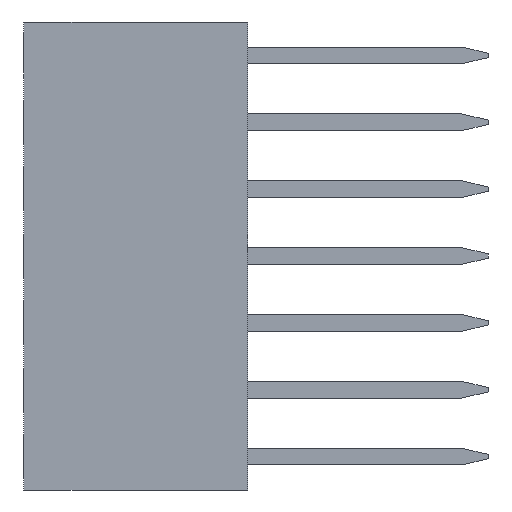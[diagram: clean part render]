
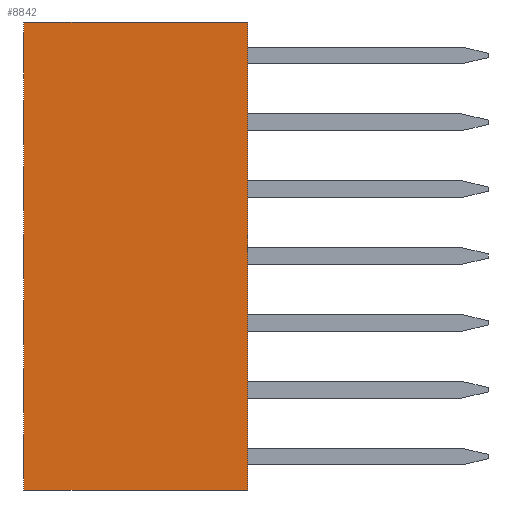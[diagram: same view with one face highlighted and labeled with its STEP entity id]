
A CAD part, left-side view. The second image highlights one B-rep face of the part: STEP entity #8842.
In plain terms, the highlighted planar face has unit normal (-1, 0, 0).
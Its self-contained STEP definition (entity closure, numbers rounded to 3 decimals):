
#80 = EDGE_CURVE ( 'NONE', #10059, #733, #7242, .T. ) ;
#520 = DIRECTION ( 'NONE',  ( 1., 0., 0. ) ) ;
#689 = CARTESIAN_POINT ( 'NONE',  ( 0., 0., 0. ) ) ;
#733 = VERTEX_POINT ( 'NONE', #856 ) ;
#856 = CARTESIAN_POINT ( 'NONE',  ( 0., -8.5, 0. ) ) ;
#1322 = PLANE ( 'NONE',  #10635 ) ;
#1549 = ORIENTED_EDGE ( 'NONE', *, *, #8019, .T. ) ;
#1572 = CARTESIAN_POINT ( 'NONE',  ( 0., -8.5, 17.78 ) ) ;
#1762 = VECTOR ( 'NONE', #1996, 1000. ) ;
#1916 = EDGE_CURVE ( 'NONE', #5924, #8133, #5598, .T. ) ;
#1996 = DIRECTION ( 'NONE',  ( 0., 0., -1. ) ) ;
#2234 = DIRECTION ( 'NONE',  ( 0., 0., -1. ) ) ;
#2352 = DIRECTION ( 'NONE',  ( 0., -1., 0. ) ) ;
#2571 = VECTOR ( 'NONE', #2234, 1000. ) ;
#3233 = ORIENTED_EDGE ( 'NONE', *, *, #80, .T. ) ;
#4407 = ORIENTED_EDGE ( 'NONE', *, *, #5427, .F. ) ;
#5287 = CARTESIAN_POINT ( 'NONE',  ( 0., -8.5, 2.54 ) ) ;
#5427 = EDGE_CURVE ( 'NONE', #8133, #733, #10322, .T. ) ;
#5463 = CARTESIAN_POINT ( 'NONE',  ( 0., 0., 2.54 ) ) ;
#5598 = LINE ( 'NONE', #8164, #7820 ) ;
#5640 = DIRECTION ( 'NONE',  ( 0., -1., 0. ) ) ;
#5924 = VERTEX_POINT ( 'NONE', #7658 ) ;
#6321 = DIRECTION ( 'NONE',  ( 0., 0., -1. ) ) ;
#6680 = CARTESIAN_POINT ( 'NONE',  ( 0., 0., 0. ) ) ;
#7224 = CARTESIAN_POINT ( 'NONE',  ( 0., 0., 2.54 ) ) ;
#7242 = LINE ( 'NONE', #689, #9456 ) ;
#7338 = FACE_OUTER_BOUND ( 'NONE', #10433, .T. ) ;
#7658 = CARTESIAN_POINT ( 'NONE',  ( 0., 0., 17.78 ) ) ;
#7820 = VECTOR ( 'NONE', #2352, 1000. ) ;
#8019 = EDGE_CURVE ( 'NONE', #5924, #10059, #10360, .T. ) ;
#8133 = VERTEX_POINT ( 'NONE', #1572 ) ;
#8164 = CARTESIAN_POINT ( 'NONE',  ( 0., 0., 17.78 ) ) ;
#8842 = ADVANCED_FACE ( 'NONE', ( #7338 ), #1322, .F. ) ;
#9456 = VECTOR ( 'NONE', #5640, 1000. ) ;
#9606 = ORIENTED_EDGE ( 'NONE', *, *, #1916, .F. ) ;
#10059 = VERTEX_POINT ( 'NONE', #6680 ) ;
#10322 = LINE ( 'NONE', #5287, #1762 ) ;
#10360 = LINE ( 'NONE', #7224, #2571 ) ;
#10433 = EDGE_LOOP ( 'NONE', ( #3233, #4407, #9606, #1549 ) ) ;
#10635 = AXIS2_PLACEMENT_3D ( 'NONE', #5463, #520, #6321 ) ;
